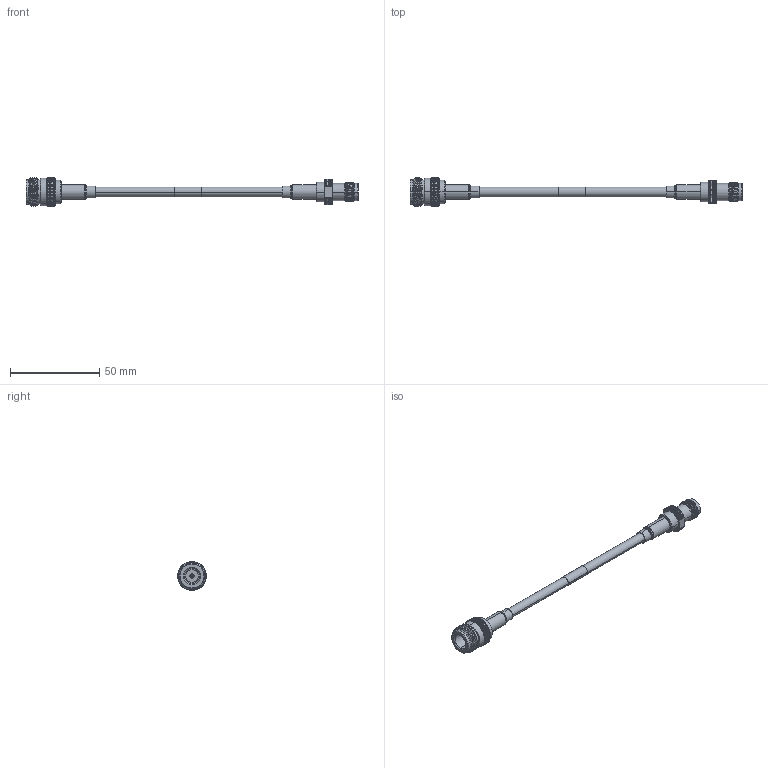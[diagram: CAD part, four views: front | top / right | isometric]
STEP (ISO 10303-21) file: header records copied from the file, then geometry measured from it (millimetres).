
FILE_DESCRIPTION (( 'STEP AP203' ), '1' );
FILE_NAME ('FMCA2774.STEP', '2022-03-09T20:16:20', ( '' ), ( '' ), 'SwSTEP 2.0', 'SolidWorks 2021', '' );
FILE_SCHEMA (( 'CONFIG_CONTROL_DESIGN' ));
Length unit declared in the file: millimetre
Products named in the file (5): FMCN1760; FMCN1752_WITH FERRULE; RG223_with label; FMCA2774; CA-240-MA1_.75" Long
Assembly tree (5 placements, depth 2):
  FMCA2774
    RG223_with label
    FMCN1760
    CA-240-MA1_.75" Long  x2
    FMCN1752_WITH FERRULE
Bounding box: 186.3 x 16.01 x 16.01 mm (x, y, z)
Volume: 8218.8 mm3; surface area: 9409.1 mm2
Topology: 8 solids, 8 shells, 2352 faces, 5008 edges, 2691 vertices
Faces by surface type: bspline 1446, cylinder 512, cone 207, plane 169, torus 18
Entity records: 77750 total; most frequent: CARTESIAN_POINT 43664, ORIENTED_EDGE 9928, EDGE_CURVE 4964, DIRECTION 3273, VERTEX_POINT 2667, EDGE_LOOP 2357, ADVANCED_FACE 2330, FACE_OUTER_BOUND 2330
